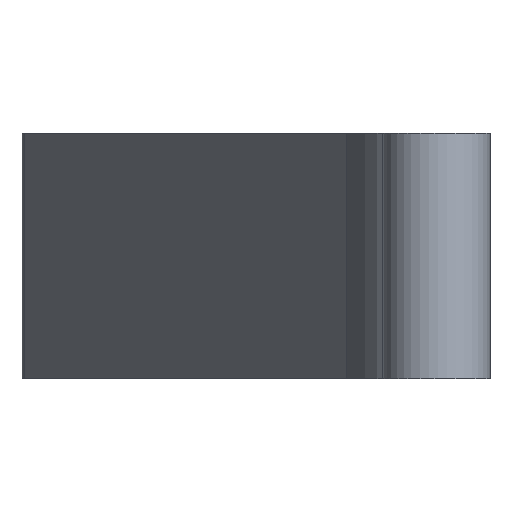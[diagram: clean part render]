
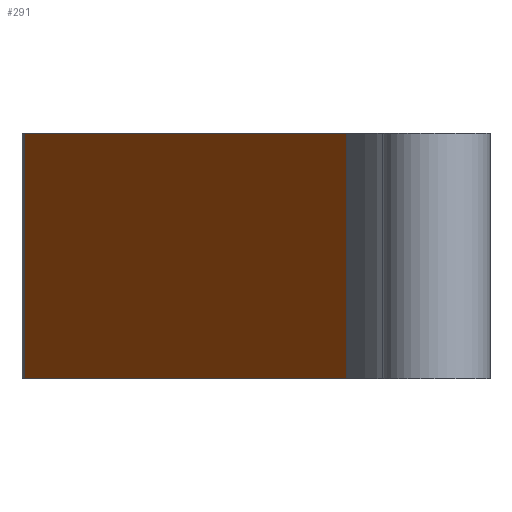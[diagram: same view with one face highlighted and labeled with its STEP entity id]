
A CAD part, left-side view. The second image highlights one B-rep face of the part: STEP entity #291.
In plain terms, the highlighted planar face has unit normal (-0.522, 0.853, 0).
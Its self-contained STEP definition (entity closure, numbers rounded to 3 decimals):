
#20=PLANE('',#341);
#27=FACE_OUTER_BOUND('',#45,.T.);
#45=EDGE_LOOP('',(#213,#214,#215,#216));
#62=LINE('',#469,#84);
#63=LINE('',#472,#85);
#67=LINE('',#498,#89);
#68=LINE('',#499,#90);
#84=VECTOR('',#373,10.);
#85=VECTOR('',#376,10.);
#89=VECTOR('',#400,10.);
#90=VECTOR('',#401,10.);
#125=VERTEX_POINT('',#462);
#128=VERTEX_POINT('',#467);
#129=VERTEX_POINT('',#471);
#141=VERTEX_POINT('',#497);
#156=EDGE_CURVE('',#128,#125,#62,.T.);
#157=EDGE_CURVE('',#125,#129,#63,.T.);
#170=EDGE_CURVE('',#128,#141,#67,.T.);
#171=EDGE_CURVE('',#129,#141,#68,.T.);
#213=ORIENTED_EDGE('',*,*,#156,.F.);
#214=ORIENTED_EDGE('',*,*,#170,.T.);
#215=ORIENTED_EDGE('',*,*,#171,.F.);
#216=ORIENTED_EDGE('',*,*,#157,.F.);
#291=ADVANCED_FACE('',(#27),#20,.T.);
#341=AXIS2_PLACEMENT_3D('',#496,#398,#399);
#373=DIRECTION('',(0.,0.,1.));
#376=DIRECTION('',(-0.853,-0.522,0.));
#398=DIRECTION('center_axis',(-0.522,0.853,0.));
#399=DIRECTION('ref_axis',(-0.853,-0.522,0.));
#400=DIRECTION('',(-0.853,-0.522,0.));
#401=DIRECTION('',(0.,0.,-1.));
#462=CARTESIAN_POINT('',(-0.261,13.412,8.));
#467=CARTESIAN_POINT('',(-0.261,13.412,0.));
#469=CARTESIAN_POINT('',(-0.261,13.412,0.));
#471=CARTESIAN_POINT('',(-17.397,2.912,8.));
#472=CARTESIAN_POINT('',(0.,13.573,8.));
#496=CARTESIAN_POINT('Origin',(0.,13.573,0.));
#497=CARTESIAN_POINT('',(-17.397,2.912,0.));
#498=CARTESIAN_POINT('',(0.,13.573,0.));
#499=CARTESIAN_POINT('',(-17.397,2.912,0.));
